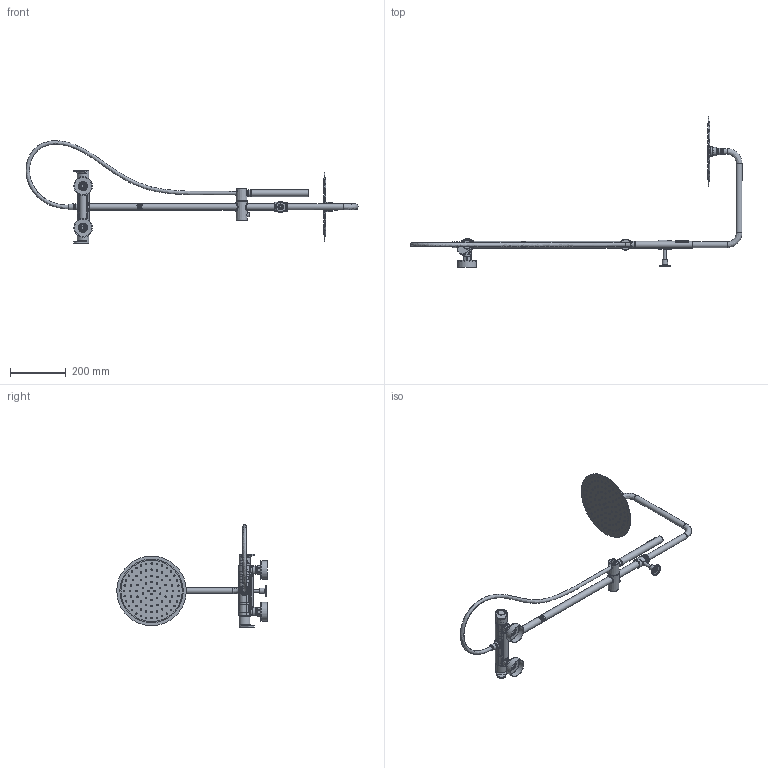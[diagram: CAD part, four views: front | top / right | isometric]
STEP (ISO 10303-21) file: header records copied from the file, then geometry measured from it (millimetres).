
FILE_DESCRIPTION (( 'STEP AP203' ), '1' );
FILE_NAME ('STEP36D303738.STEP', '2020-09-14T11:55:06', ( '' ), ( '' ), 'SwSTEP 2.0', 'SolidWorks 2018', '' );
FILE_SCHEMA (( 'CONFIG_CONTROL_DESIGN' ));
Length unit declared in the file: millimetre
Products named in the file (1): STEP36D303738
Bounding box: 1193.54 x 540.73 x 368.58 mm (x, y, z)
Volume: 952066.4 mm3; surface area: 633258.6 mm2
Topology: 32 solids, 32 shells, 2040 faces, 4765 edges, 3122 vertices
Faces by surface type: plane 1175, cylinder 503, cone 180, bspline 140, torus 37, sphere 5
Full cylindrical faces by diameter (mm): 1 x86, 2.3 x1, 3.1 x4, 3.2 x1, 3.3 x5, 4 x4, 4.15 x2, 4.65 x2, 5 x86, 6 x1, 6.2 x1, 8.9 x1, 9 x2, 9.8 x4, 10 x2, 10.1 x2, 10.5 x1, 11 x1, 11.6 x1, 12 x1, 12.2 x1, 12.5 x1, 12.8 x1, 13.4 x1, 13.8 x1, 14 x2, 14.5 x1, 14.8 x1, 15 x8, 16 x1
Entity records: 74420 total; most frequent: CARTESIAN_POINT 35143, ORIENTED_EDGE 7880, DIRECTION 7193, EDGE_CURVE 3940, AXIS2_PLACEMENT_3D 3037, EDGE_LOOP 2983, VERTEX_POINT 2857, FACE_OUTER_BOUND 2405
